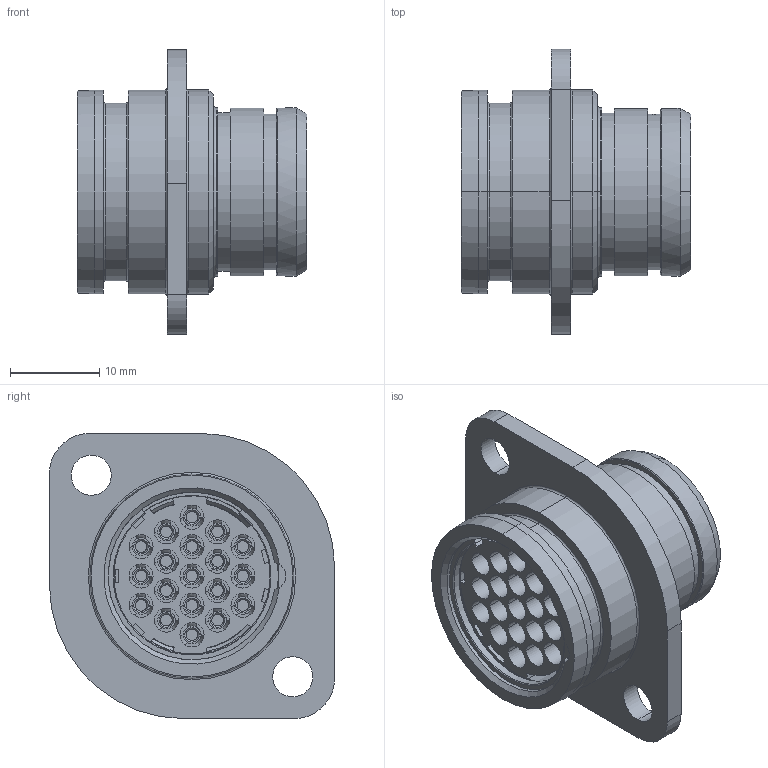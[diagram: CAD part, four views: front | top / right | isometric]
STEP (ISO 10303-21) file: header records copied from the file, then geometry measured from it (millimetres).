
FILE_DESCRIPTION((''),'2;1');
FILE_NAME('1332EO319MS','2024-07-31T09:08:59',('paultorloting'),('NET AG system integration'),'CREO PARAMETRIC BY PTC INC, 2021404','CREO PARAMETRIC BY PTC INC, 2021404','');
FILE_SCHEMA(('AUTOMOTIVE_DESIGN { 1 0 10303 214 1 1 1 1 }'));
Products named in the file (1): 1332EO319MS
Bounding box: 25.8 x 32 x 32 mm (x, y, z)
Volume: 6560 mm3; surface area: 8396.6 mm2
Topology: 1 solids, 1 shells, 2013 faces, 5751 edges, 3727 vertices
Faces by surface type: plane 1129, cylinder 626, bspline 152, cone 92, torus 14
Entity records: 87489 total; most frequent: CARTESIAN_POINT 21417, ORIENTED_EDGE 11502, DIRECTION 10311, EDGE_CURVE 5751, VERTEX_POINT 3727, AXIS2_PLACEMENT_3D 3590, VECTOR 3128, LINE 3128
